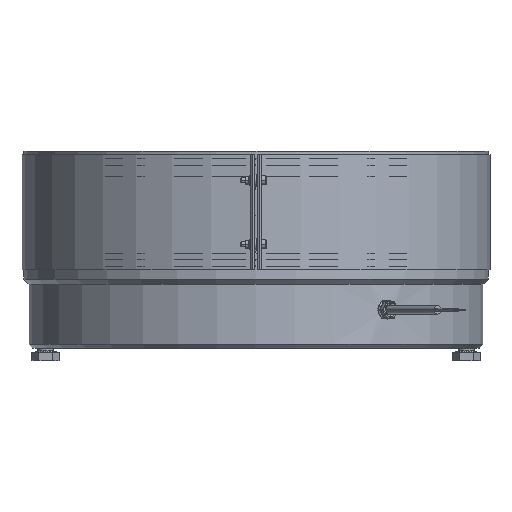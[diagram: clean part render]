
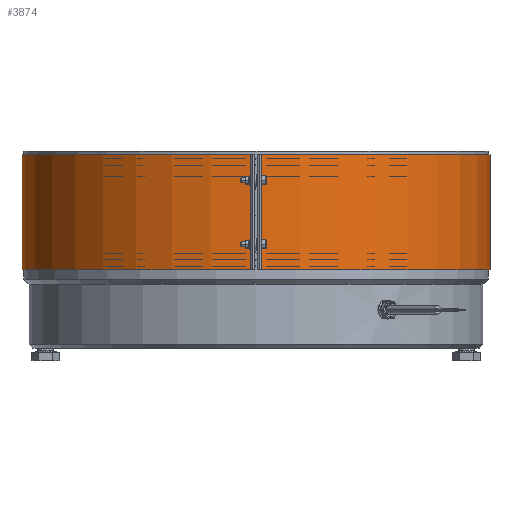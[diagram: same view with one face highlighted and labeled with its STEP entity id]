
A CAD part, front view. The second image highlights one B-rep face of the part: STEP entity #3874.
In plain terms, the highlighted cylindrical face has radius 183 mm (diameter 366 mm), a partial arc.
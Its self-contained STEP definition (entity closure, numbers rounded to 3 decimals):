
#544 = DIRECTION ( 'NONE',  ( 1., 0., 0. ) ) ;
#555 = AXIS2_PLACEMENT_3D ( 'NONE', #12720, #11003, #3547 ) ;
#1323 = CARTESIAN_POINT ( 'NONE',  ( 182.967, -3.481, -90. ) ) ;
#1542 = VERTEX_POINT ( 'NONE', #22672 ) ;
#1860 = VERTEX_POINT ( 'NONE', #19608 ) ;
#1950 = CARTESIAN_POINT ( 'NONE',  ( 182.967, 3.481, -90. ) ) ;
#2446 = DIRECTION ( 'NONE',  ( 0., 0., 1. ) ) ;
#3001 = DIRECTION ( 'NONE',  ( 0., 0., 1. ) ) ;
#3547 = DIRECTION ( 'NONE',  ( -1., 0., 0. ) ) ;
#3806 = ORIENTED_EDGE ( 'NONE', *, *, #20849, .T. ) ;
#3874 = ADVANCED_FACE ( 'NONE', ( #16799 ), #13325, .T. ) ;
#4467 = LINE ( 'NONE', #1323, #13377 ) ;
#5412 = VECTOR ( 'NONE', #13333, 1000. ) ;
#7989 = CARTESIAN_POINT ( 'NONE',  ( 0., 0., -90. ) ) ;
#9447 = LINE ( 'NONE', #20958, #5412 ) ;
#10937 = VERTEX_POINT ( 'NONE', #18292 ) ;
#11003 = DIRECTION ( 'NONE',  ( 0., 0., -1. ) ) ;
#11237 = AXIS2_PLACEMENT_3D ( 'NONE', #7989, #2446, #544 ) ;
#12720 = CARTESIAN_POINT ( 'NONE',  ( 0., 0., -90. ) ) ;
#12831 = EDGE_CURVE ( 'NONE', #1542, #10937, #4467, .T. ) ;
#12970 = CIRCLE ( 'NONE', #22611, 183. ) ;
#13325 = CYLINDRICAL_SURFACE ( 'NONE', #11237, 183. ) ;
#13333 = DIRECTION ( 'NONE',  ( 0., 0., 1. ) ) ;
#13377 = VECTOR ( 'NONE', #3001, 1000. ) ;
#14375 = EDGE_CURVE ( 'NONE', #1542, #23011, #22152, .T. ) ;
#15500 = EDGE_LOOP ( 'NONE', ( #3806, #20648, #20709, #16177 ) ) ;
#16177 = ORIENTED_EDGE ( 'NONE', *, *, #12831, .T. ) ;
#16799 = FACE_OUTER_BOUND ( 'NONE', #15500, .T. ) ;
#17012 = DIRECTION ( 'NONE',  ( -1., 0., 0. ) ) ;
#17136 = CARTESIAN_POINT ( 'NONE',  ( 0., 0., 0. ) ) ;
#18031 = EDGE_CURVE ( 'NONE', #23011, #1860, #9447, .T. ) ;
#18292 = CARTESIAN_POINT ( 'NONE',  ( 182.967, -3.481, 0. ) ) ;
#19608 = CARTESIAN_POINT ( 'NONE',  ( 182.967, 3.481, 0. ) ) ;
#20648 = ORIENTED_EDGE ( 'NONE', *, *, #18031, .F. ) ;
#20709 = ORIENTED_EDGE ( 'NONE', *, *, #14375, .F. ) ;
#20849 = EDGE_CURVE ( 'NONE', #10937, #1860, #12970, .T. ) ;
#20958 = CARTESIAN_POINT ( 'NONE',  ( 182.967, 3.481, -90. ) ) ;
#22152 = CIRCLE ( 'NONE', #555, 183. ) ;
#22611 = AXIS2_PLACEMENT_3D ( 'NONE', #17136, #22846, #17012 ) ;
#22672 = CARTESIAN_POINT ( 'NONE',  ( 182.967, -3.481, -90. ) ) ;
#22846 = DIRECTION ( 'NONE',  ( 0., 0., -1. ) ) ;
#23011 = VERTEX_POINT ( 'NONE', #1950 ) ;
